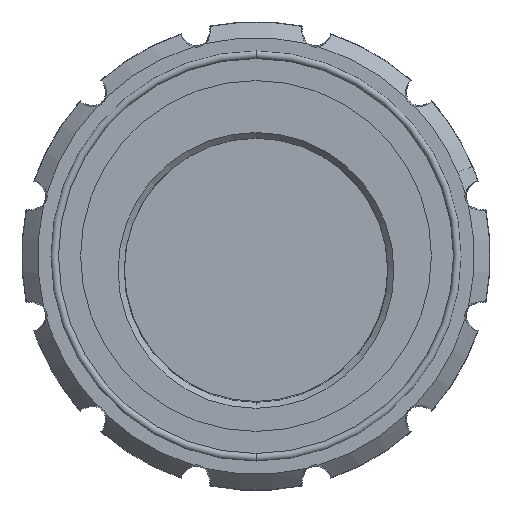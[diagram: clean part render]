
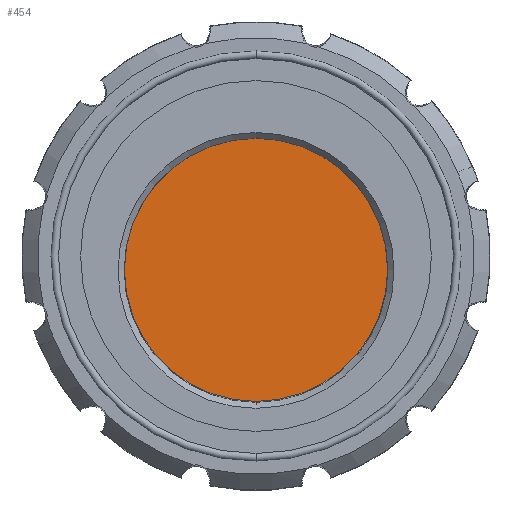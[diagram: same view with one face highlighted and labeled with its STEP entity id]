
A CAD part, left-side view. The second image highlights one B-rep face of the part: STEP entity #454.
In plain terms, the highlighted planar face has unit normal (-1, 0, 0).
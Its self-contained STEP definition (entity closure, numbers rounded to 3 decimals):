
#454=ADVANCED_FACE('',(#1216),#1217,.T.);
#1216=FACE_OUTER_BOUND('',#2297,.T.);
#1217=PLANE('',#2298);
#2297=EDGE_LOOP('',(#3577,#3578,#3579));
#2298=AXIS2_PLACEMENT_3D('',#3580,#3581,#3582);
#3577=ORIENTED_EDGE('',*,*,#6672,.T.);
#3578=ORIENTED_EDGE('',*,*,#6680,.T.);
#3579=ORIENTED_EDGE('',*,*,#6678,.T.);
#3580=CARTESIAN_POINT('',(-15.5,0.0,-12.0));
#3581=DIRECTION('',(-1.0,0.0,0.0));
#3582=DIRECTION('',(0.0,-1.0,0.0));
#6672=EDGE_CURVE('',#8054,#8051,#8055,.T.);
#6678=EDGE_CURVE('',#8060,#8054,#8063,.T.);
#6680=EDGE_CURVE('',#8051,#8060,#8065,.T.);
#8051=VERTEX_POINT('',#10071);
#8054=VERTEX_POINT('',#10075);
#8055=CIRCLE('',#10076,114.0);
#8060=VERTEX_POINT('',#10082);
#8063=CIRCLE('',#10086,114.0);
#8065=CIRCLE('',#10088,114.0);
#10071=CARTESIAN_POINT('',(-15.5,114.0,-12.0));
#10075=CARTESIAN_POINT('',(-15.5,0.0,102.0));
#10076=AXIS2_PLACEMENT_3D('',#13916,#13917,#13918);
#10082=CARTESIAN_POINT('',(-15.5,-114.0,-12.0));
#10086=AXIS2_PLACEMENT_3D('',#13927,#13928,#13929);
#10088=AXIS2_PLACEMENT_3D('',#13930,#13931,#13932);
#13916=CARTESIAN_POINT('',(-15.5,0.0,-12.0));
#13917=DIRECTION('',(-1.0,0.0,0.0));
#13918=DIRECTION('',(0.0,-1.0,0.0));
#13927=CARTESIAN_POINT('',(-15.5,0.0,-12.0));
#13928=DIRECTION('',(-1.0,0.0,0.0));
#13929=DIRECTION('',(0.0,-1.0,0.0));
#13930=CARTESIAN_POINT('',(-15.5,0.0,-12.0));
#13931=DIRECTION('',(-1.0,0.0,0.0));
#13932=DIRECTION('',(0.0,-1.0,0.0));
